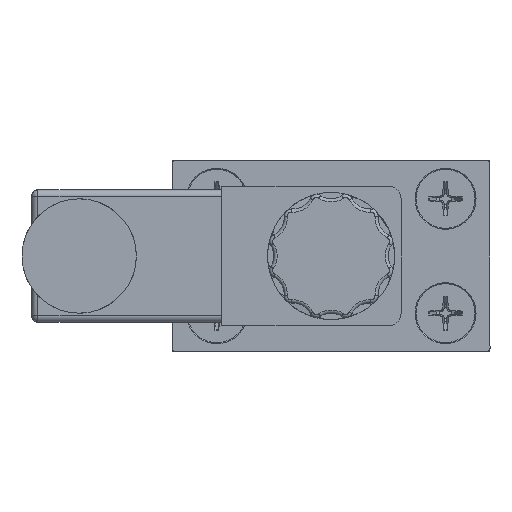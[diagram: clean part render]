
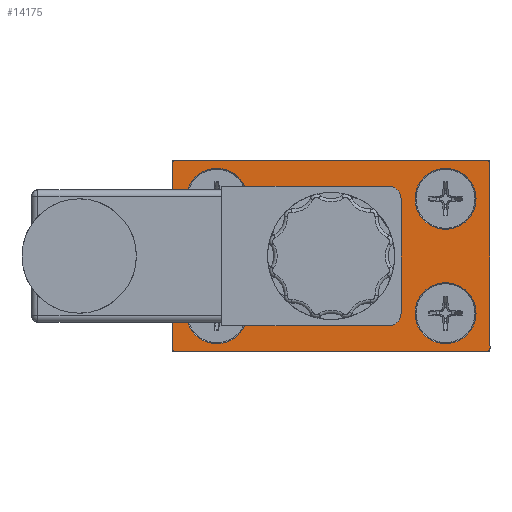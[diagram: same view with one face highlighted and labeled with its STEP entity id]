
A CAD part, left-side view. The second image highlights one B-rep face of the part: STEP entity #14175.
In plain terms, the highlighted planar face has unit normal (-1, 0, 0).
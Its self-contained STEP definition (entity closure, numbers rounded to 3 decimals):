
#821=LINE('',#27771,#1733);
#822=LINE('',#27772,#1734);
#823=LINE('',#27773,#1735);
#824=LINE('',#27774,#1736);
#1733=VECTOR('',#18914,49.);
#1734=VECTOR('',#18915,29.);
#1735=VECTOR('',#18916,49.);
#1736=VECTOR('',#18917,29.);
#2470=PLANE('',#15746);
#3026=FACE_BOUND('',#4688,.T.);
#3027=FACE_BOUND('',#4689,.T.);
#3028=FACE_BOUND('',#4690,.T.);
#3029=FACE_BOUND('',#4691,.T.);
#3030=FACE_BOUND('',#4692,.T.);
#3031=FACE_BOUND('',#4693,.T.);
#3032=FACE_BOUND('',#4694,.T.);
#3643=FACE_OUTER_BOUND('',#4687,.T.);
#4687=EDGE_LOOP('',(#11610,#11611,#11612,#11613,#11614,#11615,#11616,#11617));
#4688=EDGE_LOOP('',(#11618));
#4689=EDGE_LOOP('',(#11619));
#4690=EDGE_LOOP('',(#11620));
#4691=EDGE_LOOP('',(#11621));
#4692=EDGE_LOOP('',(#11622));
#4693=EDGE_LOOP('',(#11623));
#4694=EDGE_LOOP('',(#11624));
#5318=CIRCLE('',#14867,4.55);
#5320=CIRCLE('',#14870,1.);
#5322=CIRCLE('',#14873,1.);
#5325=CIRCLE('',#14877,0.5);
#5327=CIRCLE('',#14880,0.5);
#5329=CIRCLE('',#14883,0.5);
#5331=CIRCLE('',#14886,0.5);
#5333=CIRCLE('',#14889,4.8);
#5335=CIRCLE('',#14892,4.8);
#5337=CIRCLE('',#14895,4.8);
#5339=CIRCLE('',#14898,4.8);
#6193=VERTEX_POINT('',#22031);
#6195=VERTEX_POINT('',#22036);
#6197=VERTEX_POINT('',#22041);
#6201=VERTEX_POINT('',#22049);
#6202=VERTEX_POINT('',#22051);
#6205=VERTEX_POINT('',#22058);
#6206=VERTEX_POINT('',#22060);
#6209=VERTEX_POINT('',#22067);
#6210=VERTEX_POINT('',#22069);
#6213=VERTEX_POINT('',#22076);
#6214=VERTEX_POINT('',#22078);
#6216=VERTEX_POINT('',#22084);
#6218=VERTEX_POINT('',#22089);
#6220=VERTEX_POINT('',#22094);
#6222=VERTEX_POINT('',#22099);
#7604=EDGE_CURVE('',#6193,#6193,#5318,.T.);
#7606=EDGE_CURVE('',#6195,#6195,#5320,.T.);
#7608=EDGE_CURVE('',#6197,#6197,#5322,.T.);
#7612=EDGE_CURVE('',#6201,#6202,#5325,.T.);
#7616=EDGE_CURVE('',#6205,#6206,#5327,.T.);
#7620=EDGE_CURVE('',#6209,#6210,#5329,.T.);
#7624=EDGE_CURVE('',#6213,#6214,#5331,.T.);
#7627=EDGE_CURVE('',#6216,#6216,#5333,.T.);
#7629=EDGE_CURVE('',#6218,#6218,#5335,.T.);
#7631=EDGE_CURVE('',#6220,#6220,#5337,.T.);
#7633=EDGE_CURVE('',#6222,#6222,#5339,.T.);
#8598=EDGE_CURVE('',#6210,#6213,#821,.T.);
#8599=EDGE_CURVE('',#6202,#6209,#822,.T.);
#8600=EDGE_CURVE('',#6206,#6201,#823,.T.);
#8601=EDGE_CURVE('',#6214,#6205,#824,.T.);
#11610=ORIENTED_EDGE('',*,*,#7624,.F.);
#11611=ORIENTED_EDGE('',*,*,#8598,.F.);
#11612=ORIENTED_EDGE('',*,*,#7620,.F.);
#11613=ORIENTED_EDGE('',*,*,#8599,.F.);
#11614=ORIENTED_EDGE('',*,*,#7612,.F.);
#11615=ORIENTED_EDGE('',*,*,#8600,.F.);
#11616=ORIENTED_EDGE('',*,*,#7616,.F.);
#11617=ORIENTED_EDGE('',*,*,#8601,.F.);
#11618=ORIENTED_EDGE('',*,*,#7633,.T.);
#11619=ORIENTED_EDGE('',*,*,#7631,.T.);
#11620=ORIENTED_EDGE('',*,*,#7629,.T.);
#11621=ORIENTED_EDGE('',*,*,#7627,.T.);
#11622=ORIENTED_EDGE('',*,*,#7608,.T.);
#11623=ORIENTED_EDGE('',*,*,#7606,.T.);
#11624=ORIENTED_EDGE('',*,*,#7604,.T.);
#14175=ADVANCED_FACE('',(#3643,#3026,#3027,#3028,#3029,#3030,#3031,#3032),
#2470,.T.);
#14867=AXIS2_PLACEMENT_3D('',#22032,#16896,#16897);
#14870=AXIS2_PLACEMENT_3D('',#22037,#16902,#16903);
#14873=AXIS2_PLACEMENT_3D('',#22042,#16908,#16909);
#14877=AXIS2_PLACEMENT_3D('',#22052,#16917,#16918);
#14880=AXIS2_PLACEMENT_3D('',#22061,#16925,#16926);
#14883=AXIS2_PLACEMENT_3D('',#22070,#16933,#16934);
#14886=AXIS2_PLACEMENT_3D('',#22079,#16941,#16942);
#14889=AXIS2_PLACEMENT_3D('',#22085,#16948,#16949);
#14892=AXIS2_PLACEMENT_3D('',#22090,#16954,#16955);
#14895=AXIS2_PLACEMENT_3D('',#22095,#16960,#16961);
#14898=AXIS2_PLACEMENT_3D('',#22100,#16966,#16967);
#15746=AXIS2_PLACEMENT_3D('',#27770,#18912,#18913);
#16896=DIRECTION('center_axis',(1.,0.,0.));
#16897=DIRECTION('ref_axis',(0.,-1.,0.));
#16902=DIRECTION('center_axis',(1.,0.,0.));
#16903=DIRECTION('ref_axis',(0.,-1.,0.));
#16908=DIRECTION('center_axis',(1.,0.,0.));
#16909=DIRECTION('ref_axis',(0.,-1.,0.));
#16917=DIRECTION('center_axis',(1.,0.,0.));
#16918=DIRECTION('ref_axis',(0.,-0.707,0.707));
#16925=DIRECTION('center_axis',(1.,0.,0.));
#16926=DIRECTION('ref_axis',(0.,0.707,0.707));
#16933=DIRECTION('center_axis',(1.,0.,0.));
#16934=DIRECTION('ref_axis',(0.,-0.707,-0.707));
#16941=DIRECTION('center_axis',(1.,0.,0.));
#16942=DIRECTION('ref_axis',(0.,0.707,-0.707));
#16948=DIRECTION('center_axis',(1.,0.,0.));
#16949=DIRECTION('ref_axis',(0.,1.,0.));
#16954=DIRECTION('center_axis',(1.,0.,0.));
#16955=DIRECTION('ref_axis',(0.,1.,0.));
#16960=DIRECTION('center_axis',(1.,0.,0.));
#16961=DIRECTION('ref_axis',(0.,1.,0.));
#16966=DIRECTION('center_axis',(1.,0.,0.));
#16967=DIRECTION('ref_axis',(0.,1.,0.));
#18912=DIRECTION('center_axis',(-1.,0.,0.));
#18913=DIRECTION('ref_axis',(0.,0.707,0.707));
#18914=DIRECTION('',(0.,1.,0.));
#18915=DIRECTION('',(0.,0.,-1.));
#18916=DIRECTION('',(0.,-1.,0.));
#18917=DIRECTION('',(0.,0.,1.));
#22031=CARTESIAN_POINT('',(-57.,-4.55,15.));
#22032=CARTESIAN_POINT('Origin',(-57.,0.,15.));
#22036=CARTESIAN_POINT('',(-57.,6.,15.));
#22037=CARTESIAN_POINT('Origin',(-57.,7.,15.));
#22041=CARTESIAN_POINT('',(-57.,-8.,15.));
#22042=CARTESIAN_POINT('Origin',(-57.,-7.,15.));
#22049=CARTESIAN_POINT('',(-57.,-24.5,30.));
#22051=CARTESIAN_POINT('',(-57.,-25.,29.5));
#22052=CARTESIAN_POINT('Origin',(-57.,-24.5,29.5));
#22058=CARTESIAN_POINT('',(-57.,25.,29.5));
#22060=CARTESIAN_POINT('',(-57.,24.5,30.));
#22061=CARTESIAN_POINT('Origin',(-57.,24.5,29.5));
#22067=CARTESIAN_POINT('',(-57.,-25.,0.5));
#22069=CARTESIAN_POINT('',(-57.,-24.5,0.));
#22070=CARTESIAN_POINT('Origin',(-57.,-24.5,0.5));
#22076=CARTESIAN_POINT('',(-57.,24.5,0.));
#22078=CARTESIAN_POINT('',(-57.,25.,0.5));
#22079=CARTESIAN_POINT('Origin',(-57.,24.5,0.5));
#22084=CARTESIAN_POINT('',(-57.,-13.2,24.));
#22085=CARTESIAN_POINT('Origin',(-57.,-18.,24.));
#22089=CARTESIAN_POINT('',(-57.,22.8,6.));
#22090=CARTESIAN_POINT('Origin',(-57.,18.,6.));
#22094=CARTESIAN_POINT('',(-57.,-13.2,6.));
#22095=CARTESIAN_POINT('Origin',(-57.,-18.,6.));
#22099=CARTESIAN_POINT('',(-57.,22.8,24.));
#22100=CARTESIAN_POINT('Origin',(-57.,18.,24.));
#27770=CARTESIAN_POINT('Origin',(-57.,0.,15.));
#27771=CARTESIAN_POINT('',(-57.,25.,0.));
#27772=CARTESIAN_POINT('',(-57.,-25.,0.));
#27773=CARTESIAN_POINT('',(-57.,-25.,30.));
#27774=CARTESIAN_POINT('',(-57.,25.,30.));
